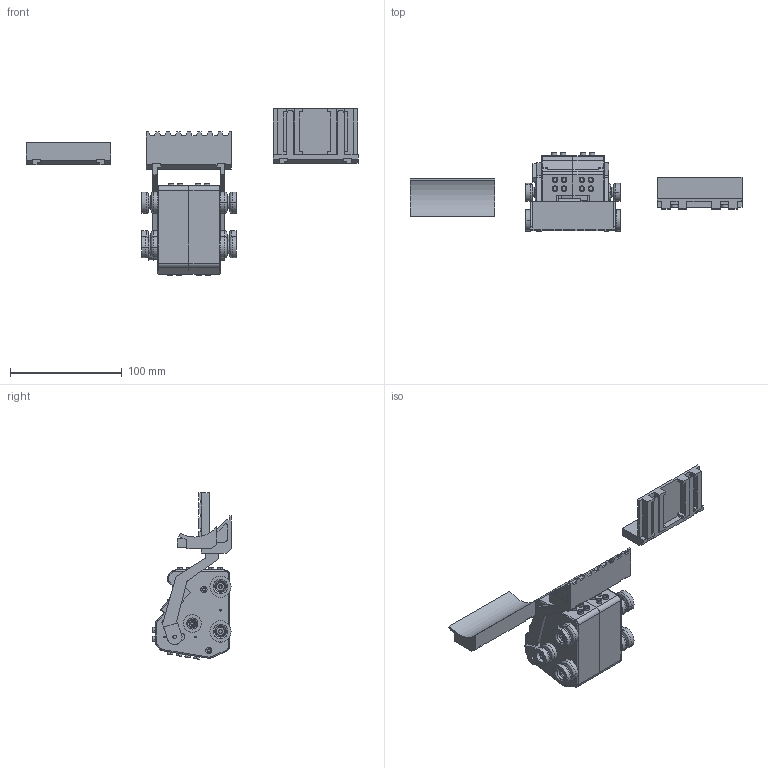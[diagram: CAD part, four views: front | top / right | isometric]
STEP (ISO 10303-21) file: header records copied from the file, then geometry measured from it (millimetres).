
FILE_DESCRIPTION((''),'2;1');
FILE_NAME('0-0-CZ_ASM','2019-08-21T',('Administrator'),(''),'PRO/ENGINEER BY PARAMETRIC TECHNOLOGY CORPORATION, 2005030','PRO/ENGINEER BY PARAMETRIC TECHNOLOGY CORPORATION, 2005030','');
FILE_SCHEMA(('CONFIG_CONTROL_DESIGN','SHAPE_APPEARANCE_LAYERS_GROUPS'));
Length unit declared in the file: millimetre
Products named in the file (66): FRAMEB; FRAMEA; DIANJI_AF2; DIANJI_AF1; DIANCHI_AF0; DIANJI_AF0; PINGMU_AF0; A_AF0; B_AF0; PCB_AF0; DC; JIAZI; ANNIU_AF0; PCB2_AF0; BIAODAI_AF0; CHAKOU_AF0; TF_AF0; TX3_AF0; TX2_AF0; TX4_AF0; TX1_AF0; TX5_AF0; TX6_AF0; 0-TX_AF0_ASM; CAK_AF0; GC_AF0; CK-PCB_AF0; HZ1_AF0; CG_AF0; HZ2_AF0; SZ_AF0; ANMAO_AF1; ANMAO2_AF0; ANMAO_AF0_ASM; SZ2_AF0; SZ3_AF0; 0-BCSB_AF0_ASM; DRIVINGARM; SIMPLEARM; DRIVINGPULLEY ...
Assembly tree (68 placements, depth 4):
  0-0-CZ_ASM
    FRAMEB
    FRAMEA
    DIANJI_AF2
    DIANJI_AF1
    DIANCHI_AF0
    DIANJI_AF0
    0-BCSB_AF0_ASM
      PINGMU_AF0
      A_AF0
      B_AF0
      PCB_AF0
      DC
      JIAZI
      ANNIU_AF0
      PCB2_AF0
      BIAODAI_AF0
      CHAKOU_AF0
      TF_AF0
      0-TX_AF0_ASM
        TX3_AF0
        TX2_AF0
        TX4_AF0
        TX1_AF0
        TX5_AF0
        TX6_AF0
      CAK_AF0
      GC_AF0
      CK-PCB_AF0
      HZ1_AF0
      CG_AF0
      HZ2_AF0
      SZ_AF0
      ANMAO_AF0_ASM
        ANMAO_AF1
        ANMAO2_AF0
      SZ2_AF0
      SZ3_AF0
    DRIVINGARM
    SIMPLEARM
    DRIVINGPULLEY  x2
    FORKTOOL
    PALETTE
    SMALLPULLEY  x2
    SNOWPLOWTOOL
    UNDRIVENPULLEY  x2
    COCKPITA
    COCKPITB
    BUCKET
    CHEZI-PCB_AF0
    SHIZI_AF1
    CK_AF0
    CK_AF2
    CHAINTRACK_AF0
    CK_AF1
    SHIZI_AF2
    SHIZI_AF0
    UNDRIVENPULLEY_AF0
    CHAINTRACK_AF1
    W2_AF0
Bounding box: 297.57 x 70.03 x 149.24 mm (x, y, z)
Volume: 176106.3 mm3; surface area: 131529.6 mm2
Topology: 14 solids, 14 shells, 1189 faces, 2933 edges, 1915 vertices
Faces by surface type: plane 642, cylinder 433, torus 69, cone 36, extrusion 6, bspline 2, sphere 1
Entity records: 39155 total; most frequent: DIRECTION 5936, CARTESIAN_POINT 5746, ORIENTED_EDGE 5266, EDGE_CURVE 2633, AXIS2_PLACEMENT_3D 2102, PRESENTATION_STYLE_ASSIGNMENT 1838, STYLED_ITEM 1838, CURVE_STYLE 1834
